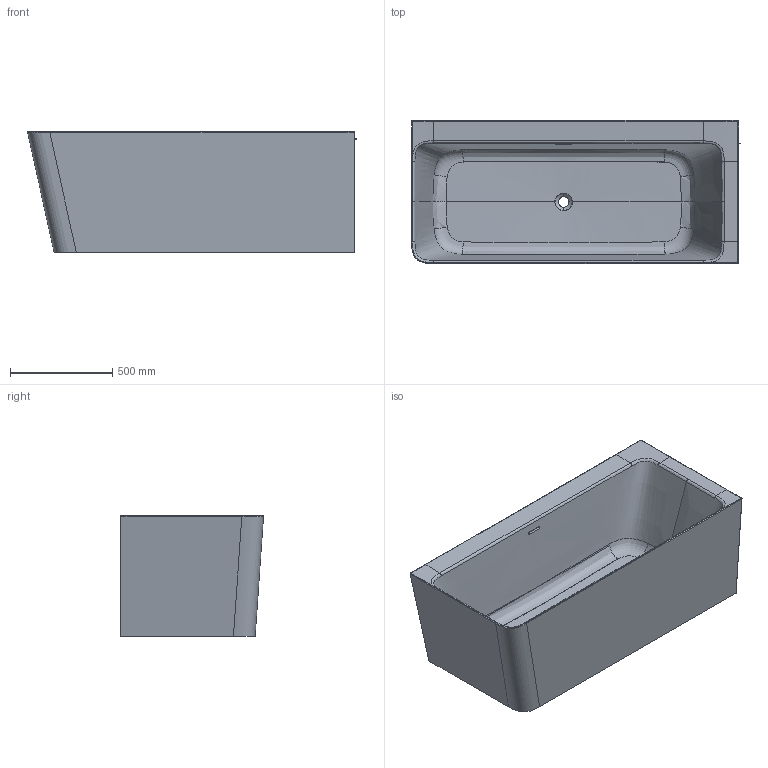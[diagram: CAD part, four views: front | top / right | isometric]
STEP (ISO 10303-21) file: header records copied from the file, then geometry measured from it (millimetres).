
FILE_DESCRIPTION(/* description */ (''),/* implementation_level */ '2;1');
FILE_NAME(/* name */ 'STEP - A248692000_9512579',/* time_stamp */ '2025-03-19T14:18:17+11:00',/* author */ (''),/* organization */ (''),/* preprocessor_version */ 'ST-DEVELOPER v16.5',/* originating_system */ 'Rhino 7.37',/* authorisation */ '');
FILE_SCHEMA (('AUTOMOTIVE_DESIGN'));
Length unit declared in the file: millimetre
Products named in the file (1): Document
Bounding box: 1609 x 700 x 590.44 mm (x, y, z)
Volume: 47354230.2 mm3; surface area: 5989077.9 mm2
Topology: 7 solids, 7 shells, 299 faces, 771 edges, 480 vertices
Faces by surface type: bspline 210, plane 56, cylinder 33
Entity records: 78620 total; most frequent: CARTESIAN_POINT 73769, ORIENTED_EDGE 1534, EDGE_CURVE 767, B_SPLINE_CURVE_WITH_KNOTS 650, VERTEX_POINT 480, EDGE_LOOP 307, ADVANCED_FACE 299, FACE_OUTER_BOUND 299
